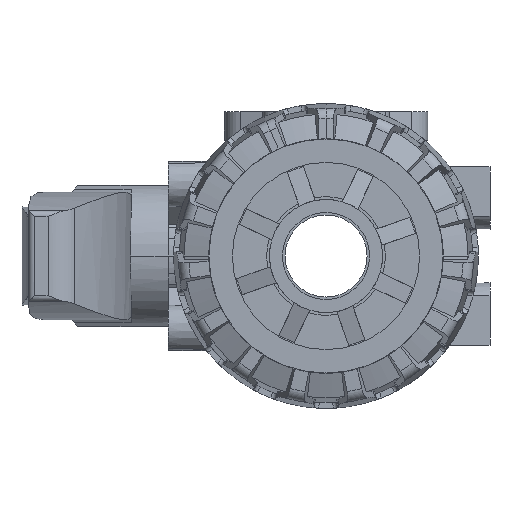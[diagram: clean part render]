
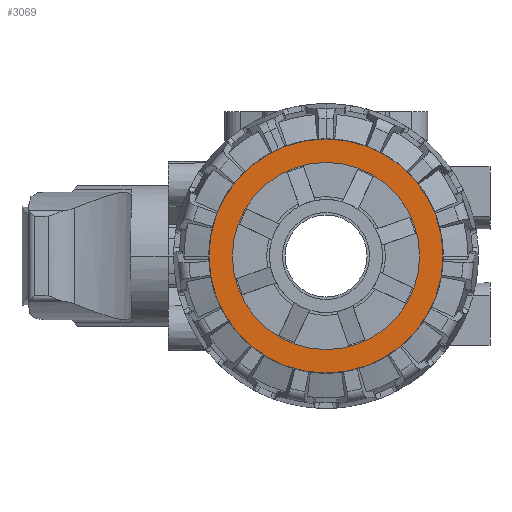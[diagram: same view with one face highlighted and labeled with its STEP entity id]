
A CAD part, left-side view. The second image highlights one B-rep face of the part: STEP entity #3069.
In plain terms, the highlighted planar face has unit normal (-1, 0, 0).
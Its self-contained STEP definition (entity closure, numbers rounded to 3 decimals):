
#3069=ADVANCED_FACE('',(#6792,#6793),#6794,.T.);
#6792=FACE_BOUND('',#11285,.T.);
#6793=FACE_OUTER_BOUND('',#11286,.T.);
#6794=PLANE('',#11287);
#11285=EDGE_LOOP('',(#20619,#20620));
#11286=EDGE_LOOP('',(#20621,#20622));
#11287=AXIS2_PLACEMENT_3D('',#20623,#20624,#20625);
#20619=ORIENTED_EDGE('',*,*,#28143,.T.);
#20620=ORIENTED_EDGE('',*,*,#29141,.T.);
#20621=ORIENTED_EDGE('',*,*,#29611,.T.);
#20622=ORIENTED_EDGE('',*,*,#28086,.T.);
#20623=CARTESIAN_POINT('',(-42.4,-10.35,0.0));
#20624=DIRECTION('',(-1.0,0.0,0.0));
#20625=DIRECTION('',(0.0,1.0,0.0));
#28086=EDGE_CURVE('',#34072,#34070,#34073,.T.);
#28143=EDGE_CURVE('',#34171,#34175,#34177,.T.);
#29141=EDGE_CURVE('',#34175,#34171,#35621,.T.);
#29611=EDGE_CURVE('',#34070,#34072,#36338,.T.);
#34070=VERTEX_POINT('',#43410);
#34072=VERTEX_POINT('',#43413);
#34073=CIRCLE('',#43414,20.7);
#34171=VERTEX_POINT('',#43548);
#34175=VERTEX_POINT('',#43553);
#34177=CIRCLE('',#43556,16.55);
#35621=CIRCLE('',#46702,16.55);
#36338=CIRCLE('',#48601,20.7);
#43410=CARTESIAN_POINT('',(-42.4,-20.7,0.0));
#43413=CARTESIAN_POINT('',(-42.4,20.7,0.));
#43414=AXIS2_PLACEMENT_3D('',#58573,#58574,#58575);
#43548=CARTESIAN_POINT('',(-42.4,-16.55,0.0));
#43553=CARTESIAN_POINT('',(-42.4,16.55,0.));
#43556=AXIS2_PLACEMENT_3D('',#58701,#58702,#58703);
#46702=AXIS2_PLACEMENT_3D('',#59741,#59742,#59743);
#48601=AXIS2_PLACEMENT_3D('',#60197,#60198,#60199);
#58573=CARTESIAN_POINT('',(-42.4,0.0,0.0));
#58574=DIRECTION('',(-1.0,0.0,0.0));
#58575=DIRECTION('',(0.0,-1.0,0.0));
#58701=CARTESIAN_POINT('',(-42.4,0.0,0.0));
#58702=DIRECTION('',(1.0,0.,0.0));
#58703=DIRECTION('',(0.,-1.0,0.0));
#59741=CARTESIAN_POINT('',(-42.4,0.0,0.0));
#59742=DIRECTION('',(1.0,0.,0.0));
#59743=DIRECTION('',(0.,-1.0,0.0));
#60197=CARTESIAN_POINT('',(-42.4,0.0,0.0));
#60198=DIRECTION('',(-1.0,0.0,0.0));
#60199=DIRECTION('',(0.0,-1.0,0.0));
